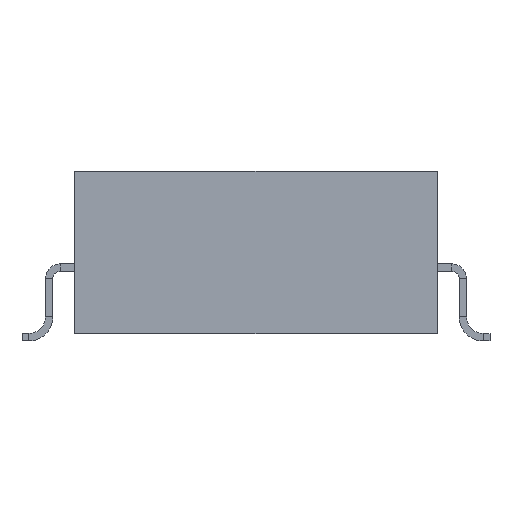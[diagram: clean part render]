
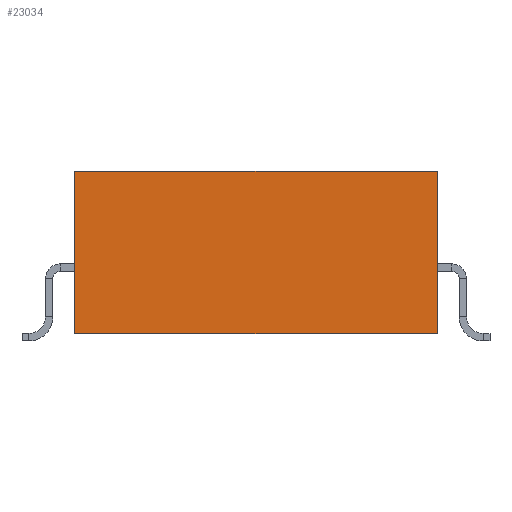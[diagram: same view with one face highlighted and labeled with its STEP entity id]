
A CAD part, front view. The second image highlights one B-rep face of the part: STEP entity #23034.
In plain terms, the highlighted planar face has unit normal (0, -1, 0).
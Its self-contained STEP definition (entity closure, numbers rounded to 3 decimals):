
#719 = EDGE_CURVE ( 'NONE', #23811, #22156, #15782, .T. ) ;
#740 = CARTESIAN_POINT ( 'NONE',  ( -6.1, -6.85, 2.735 ) ) ;
#971 = LINE ( 'NONE', #20516, #8899 ) ;
#2320 = VECTOR ( 'NONE', #16935, 1000. ) ;
#3039 = VECTOR ( 'NONE', #6250, 1000. ) ;
#3589 = LINE ( 'NONE', #12986, #2320 ) ;
#3889 = ORIENTED_EDGE ( 'NONE', *, *, #719, .F. ) ;
#3978 = VERTEX_POINT ( 'NONE', #740 ) ;
#4092 = VERTEX_POINT ( 'NONE', #22804 ) ;
#5259 = CARTESIAN_POINT ( 'NONE',  ( 6.1, -6.85, 2.735 ) ) ;
#6250 = DIRECTION ( 'NONE',  ( 0., 0., -1. ) ) ;
#7131 = DIRECTION ( 'NONE',  ( 1., 0., 0. ) ) ;
#8899 = VECTOR ( 'NONE', #16182, 1000. ) ;
#9573 = DIRECTION ( 'NONE',  ( 0., 1., 0. ) ) ;
#9736 = VECTOR ( 'NONE', #7131, 1000. ) ;
#10204 = CARTESIAN_POINT ( 'NONE',  ( 6.1, -6.85, 2.735 ) ) ;
#11226 = CARTESIAN_POINT ( 'NONE',  ( 6.1, -6.85, 2.735 ) ) ;
#12986 = CARTESIAN_POINT ( 'NONE',  ( -6.1, -6.85, 2.735 ) ) ;
#14105 = EDGE_CURVE ( 'NONE', #3978, #23811, #18802, .T. ) ;
#15782 = LINE ( 'NONE', #10204, #3039 ) ;
#16182 = DIRECTION ( 'NONE',  ( 1., 0., 0. ) ) ;
#16700 = CARTESIAN_POINT ( 'NONE',  ( 6.1, -6.85, -2.735 ) ) ;
#16935 = DIRECTION ( 'NONE',  ( 0., 0., -1. ) ) ;
#17421 = AXIS2_PLACEMENT_3D ( 'NONE', #5259, #9573, #20755 ) ;
#17671 = ORIENTED_EDGE ( 'NONE', *, *, #14105, .F. ) ;
#18802 = LINE ( 'NONE', #20716, #9736 ) ;
#18843 = FACE_OUTER_BOUND ( 'NONE', #19240, .T. ) ;
#19217 = PLANE ( 'NONE',  #17421 ) ;
#19240 = EDGE_LOOP ( 'NONE', ( #19394, #3889, #17671, #23872 ) ) ;
#19394 = ORIENTED_EDGE ( 'NONE', *, *, #23000, .T. ) ;
#20516 = CARTESIAN_POINT ( 'NONE',  ( 6.1, -6.85, -2.735 ) ) ;
#20716 = CARTESIAN_POINT ( 'NONE',  ( 6.1, -6.85, 2.735 ) ) ;
#20755 = DIRECTION ( 'NONE',  ( 0., 0., -1. ) ) ;
#22156 = VERTEX_POINT ( 'NONE', #16700 ) ;
#22804 = CARTESIAN_POINT ( 'NONE',  ( -6.1, -6.85, -2.735 ) ) ;
#23000 = EDGE_CURVE ( 'NONE', #4092, #22156, #971, .T. ) ;
#23034 = ADVANCED_FACE ( 'NONE', ( #18843 ), #19217, .F. ) ;
#23811 = VERTEX_POINT ( 'NONE', #11226 ) ;
#23872 = ORIENTED_EDGE ( 'NONE', *, *, #25070, .T. ) ;
#25070 = EDGE_CURVE ( 'NONE', #3978, #4092, #3589, .T. ) ;
